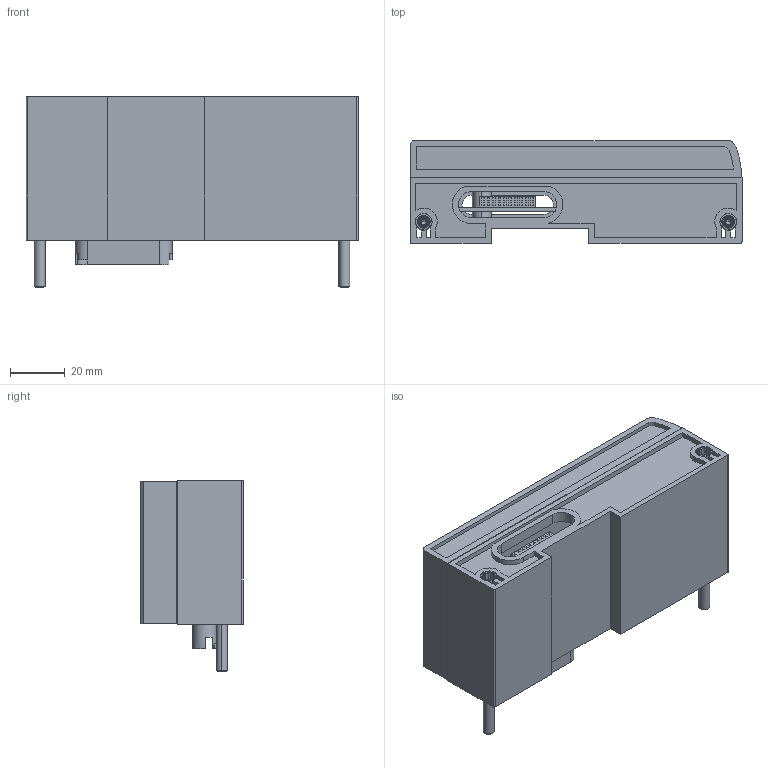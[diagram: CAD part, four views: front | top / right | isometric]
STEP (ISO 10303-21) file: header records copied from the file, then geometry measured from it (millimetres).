
FILE_DESCRIPTION (( 'STEP AP203' ), '1' );
FILE_NAME ('PAL-S06.step', '2020-10-29T13:52:11', ( '' ), ( '' ), 'SwSTEP 2.0', 'SolidWorks 2019', '' );
FILE_SCHEMA (( 'CONFIG_CONTROL_DESIGN' ));
Length unit declared in the file: inch
Products named in the file (1): PAL-S06
Bounding box: 121.6 x 37.5 x 70 mm (x, y, z)
Volume: 144960.6 mm3; surface area: 67417.4 mm2
Topology: 5 solids, 5 shells, 1799 faces, 4756 edges, 3128 vertices
Faces by surface type: plane 1193, cone 448, cylinder 144, sphere 8, torus 6
Entity records: 55727 total; most frequent: CARTESIAN_POINT 10020, ORIENTED_EDGE 9496, DIRECTION 9462, EDGE_CURVE 4748, LINE 3458, VECTOR 3458, VERTEX_POINT 3128, AXIS2_PLACEMENT_3D 3002
